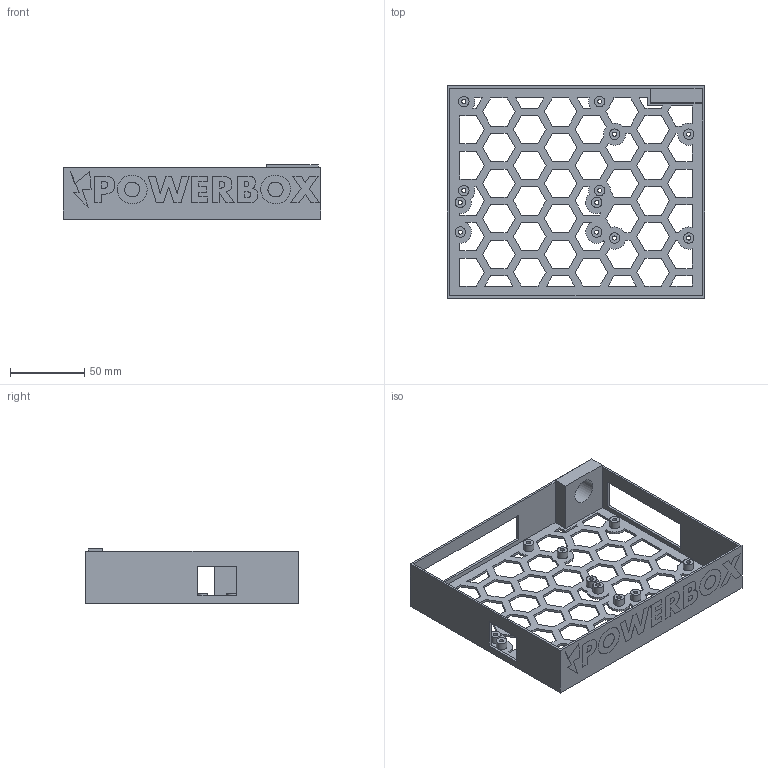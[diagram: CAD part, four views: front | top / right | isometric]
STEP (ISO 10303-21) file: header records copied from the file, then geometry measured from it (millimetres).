
FILE_DESCRIPTION(('Open CASCADE Model'),'2;1');
FILE_NAME('Open CASCADE Shape Model','2025-12-07T20:20:27',('Author'),( 'Open CASCADE'),'Open CASCADE STEP processor 7.8','build123d', 'Unknown');
FILE_SCHEMA(('AUTOMOTIVE_DESIGN { 1 0 10303 214 1 1 1 1 }'));
Length unit declared in the file: millimetre
Products named in the file (1): COMPOUND
Bounding box: 173.2 x 143.2 x 36.6 mm (x, y, z)
Volume: 59921.3 mm3; surface area: 73690 mm2
Topology: 10 solids, 10 shells, 567 faces, 1554 edges, 1034 vertices
Faces by surface type: plane 496, cylinder 47, extrusion 24
Full cylindrical faces by diameter (mm): 2.8 x12, 7 x12, 17 x1
Entity records: 38854 total; most frequent: CARTESIAN_POINT 7453, DIRECTION 5682, VECTOR 4330, LINE 4306, ORIENTED_EDGE 3092, PCURVE 3092, DEFINITIONAL_REPRESENTATION 3092, EDGE_CURVE 1546
